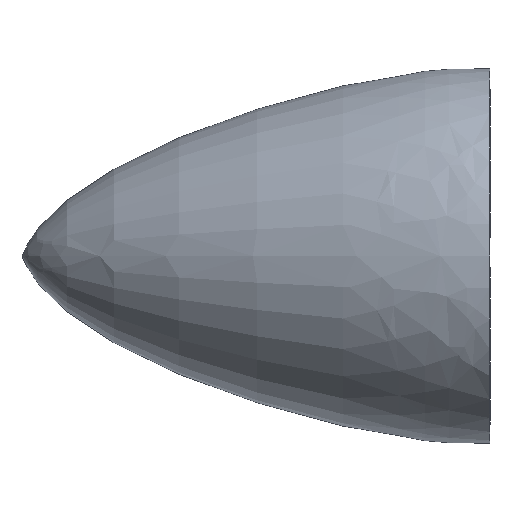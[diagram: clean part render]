
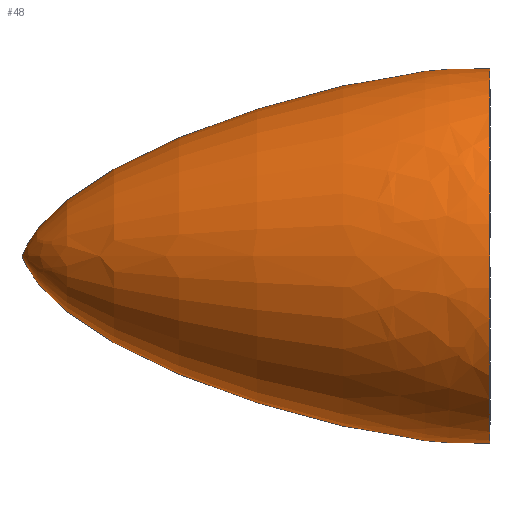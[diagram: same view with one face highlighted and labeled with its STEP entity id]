
A CAD part, left-side view. The second image highlights one B-rep face of the part: STEP entity #48.
In plain terms, the highlighted free-form (B-spline) face has degree [4, 2] with [5, 9] control points.
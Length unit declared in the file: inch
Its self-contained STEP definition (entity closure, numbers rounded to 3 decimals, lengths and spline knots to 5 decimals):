
#15=(
BOUNDED_CURVE()
B_SPLINE_CURVE(4,(#623,#624,#625,#626,#627),.UNSPECIFIED.,.F.,.F.)
B_SPLINE_CURVE_WITH_KNOTS((5,5),(0.,1.),.UNSPECIFIED.)
CURVE()
GEOMETRIC_REPRESENTATION_ITEM()
RATIONAL_B_SPLINE_CURVE((1.,1.,1.,1.,1.))
REPRESENTATION_ITEM('')
);
#17=CIRCLE('',#64,2.);
#21=FACE_OUTER_BOUND('',#25,.T.);
#25=EDGE_LOOP('',(#41,#42,#43));
#30=VERTEX_POINT('',#575);
#31=VERTEX_POINT('',#622);
#34=EDGE_CURVE('',#30,#30,#17,.T.);
#35=EDGE_CURVE('',#30,#31,#15,.T.);
#41=ORIENTED_EDGE('',*,*,#35,.F.);
#42=ORIENTED_EDGE('',*,*,#34,.T.);
#43=ORIENTED_EDGE('',*,*,#35,.T.);
#45=(
BOUNDED_SURFACE()
B_SPLINE_SURFACE(4,2,((#577,#578,#579,#580,#581,#582,#583,#584,#585),(#586,
#587,#588,#589,#590,#591,#592,#593,#594),(#595,#596,#597,#598,#599,#600,
#601,#602,#603),(#604,#605,#606,#607,#608,#609,#610,#611,#612),(#613,#614,
#615,#616,#617,#618,#619,#620,#621)),.UNSPECIFIED.,.F.,.T.,.F.)
B_SPLINE_SURFACE_WITH_KNOTS((5,5),(3,2,2,2,3),(-1.,0.),(0.,1.5708,
3.14159,4.71239,6.28319),.UNSPECIFIED.)
GEOMETRIC_REPRESENTATION_ITEM()
RATIONAL_B_SPLINE_SURFACE(((1.,0.707,1.,0.707,1.,
0.707,1.,0.707,1.),(1.,0.707,1.,0.707,
1.,0.707,1.,0.707,1.),(1.,0.707,1.,
0.707,1.,0.707,1.,0.707,1.),(1.,0.707,
1.,0.707,1.,0.707,1.,0.707,1.),(1.,
0.707,1.,0.707,1.,0.707,1.,0.707,
1.)))
REPRESENTATION_ITEM('')
SURFACE()
);
#48=ADVANCED_FACE('',(#21),#45,.T.);
#64=AXIS2_PLACEMENT_3D('',#576,#69,#70);
#69=DIRECTION('center_axis',(0.,1.,0.));
#70=DIRECTION('ref_axis',(1.,0.,0.));
#575=CARTESIAN_POINT('',(-2.,0.,0.));
#576=CARTESIAN_POINT('Origin',(0.,0.,0.));
#577=CARTESIAN_POINT('Ctrl Pts',(0.,5.,
0.));
#578=CARTESIAN_POINT('Ctrl Pts',(0.,5.,
0.));
#579=CARTESIAN_POINT('Ctrl Pts',(0.,5.,0.));
#580=CARTESIAN_POINT('Ctrl Pts',(0.,5.,
0.));
#581=CARTESIAN_POINT('Ctrl Pts',(0.,5.,
0.));
#582=CARTESIAN_POINT('Ctrl Pts',(0.,5.,
0.));
#583=CARTESIAN_POINT('Ctrl Pts',(0.,5.,0.));
#584=CARTESIAN_POINT('Ctrl Pts',(0.,5.,
0.));
#585=CARTESIAN_POINT('Ctrl Pts',(0.,5.,
0.));
#586=CARTESIAN_POINT('Ctrl Pts',(-0.5,4.8,0.));
#587=CARTESIAN_POINT('Ctrl Pts',(-0.5,4.8,0.5));
#588=CARTESIAN_POINT('Ctrl Pts',(0.,4.8,0.5));
#589=CARTESIAN_POINT('Ctrl Pts',(0.5,4.8,0.5));
#590=CARTESIAN_POINT('Ctrl Pts',(0.5,4.8,0.));
#591=CARTESIAN_POINT('Ctrl Pts',(0.5,4.8,-0.5));
#592=CARTESIAN_POINT('Ctrl Pts',(0.,4.8,-0.5));
#593=CARTESIAN_POINT('Ctrl Pts',(-0.5,4.8,-0.5));
#594=CARTESIAN_POINT('Ctrl Pts',(-0.5,4.8,0.));
#595=CARTESIAN_POINT('Ctrl Pts',(-1.3,4.1,0.));
#596=CARTESIAN_POINT('Ctrl Pts',(-1.3,4.1,1.3));
#597=CARTESIAN_POINT('Ctrl Pts',(0.,4.1,1.3));
#598=CARTESIAN_POINT('Ctrl Pts',(1.3,4.1,1.3));
#599=CARTESIAN_POINT('Ctrl Pts',(1.3,4.1,0.));
#600=CARTESIAN_POINT('Ctrl Pts',(1.3,4.1,-1.3));
#601=CARTESIAN_POINT('Ctrl Pts',(0.,4.1,-1.3));
#602=CARTESIAN_POINT('Ctrl Pts',(-1.3,4.1,-1.3));
#603=CARTESIAN_POINT('Ctrl Pts',(-1.3,4.1,0.));
#604=CARTESIAN_POINT('Ctrl Pts',(-2.1,1.1,0.));
#605=CARTESIAN_POINT('Ctrl Pts',(-2.1,1.1,2.1));
#606=CARTESIAN_POINT('Ctrl Pts',(0.,1.1,2.1));
#607=CARTESIAN_POINT('Ctrl Pts',(2.1,1.1,2.1));
#608=CARTESIAN_POINT('Ctrl Pts',(2.1,1.1,0.));
#609=CARTESIAN_POINT('Ctrl Pts',(2.1,1.1,-2.1));
#610=CARTESIAN_POINT('Ctrl Pts',(0.,1.1,-2.1));
#611=CARTESIAN_POINT('Ctrl Pts',(-2.1,1.1,-2.1));
#612=CARTESIAN_POINT('Ctrl Pts',(-2.1,1.1,0.));
#613=CARTESIAN_POINT('Ctrl Pts',(-2.,0.,0.));
#614=CARTESIAN_POINT('Ctrl Pts',(-2.,0.,2.));
#615=CARTESIAN_POINT('Ctrl Pts',(0.,0.,2.));
#616=CARTESIAN_POINT('Ctrl Pts',(2.,0.,2.));
#617=CARTESIAN_POINT('Ctrl Pts',(2.,0.,0.));
#618=CARTESIAN_POINT('Ctrl Pts',(2.,0.,-2.));
#619=CARTESIAN_POINT('Ctrl Pts',(0.,0.,-2.));
#620=CARTESIAN_POINT('Ctrl Pts',(-2.,0.,-2.));
#621=CARTESIAN_POINT('Ctrl Pts',(-2.,0.,0.));
#622=CARTESIAN_POINT('',(0.,5.,0.));
#623=CARTESIAN_POINT('Ctrl Pts',(-2.,0.,0.));
#624=CARTESIAN_POINT('Ctrl Pts',(-2.1,1.1,0.));
#625=CARTESIAN_POINT('Ctrl Pts',(-1.3,4.1,0.));
#626=CARTESIAN_POINT('Ctrl Pts',(-0.5,4.8,0.));
#627=CARTESIAN_POINT('Ctrl Pts',(0.,5.,
0.));
